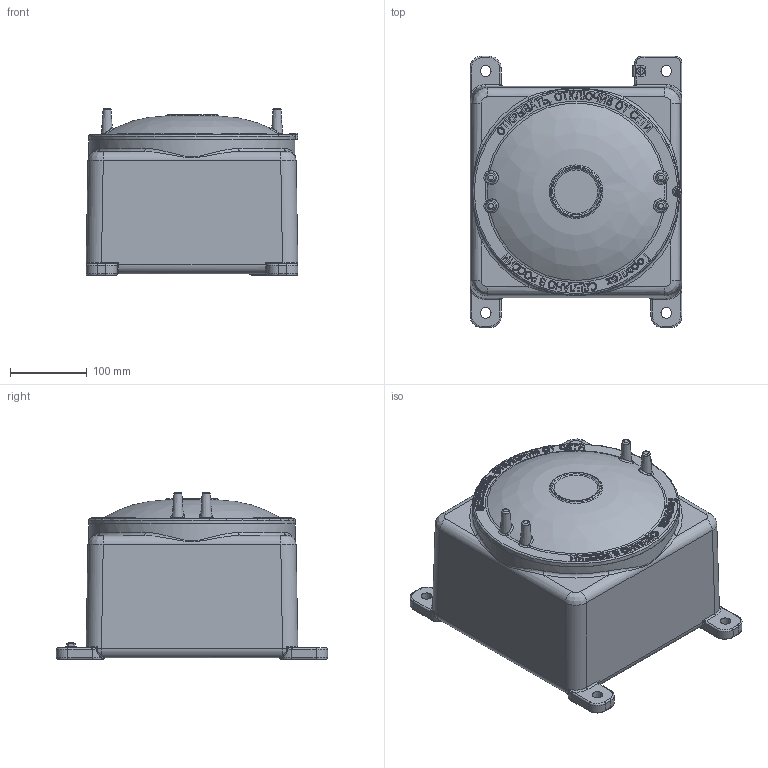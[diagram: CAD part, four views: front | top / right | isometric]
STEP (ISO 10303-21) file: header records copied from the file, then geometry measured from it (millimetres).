
FILE_DESCRIPTION((''),'2;1');
FILE_NAME('ЩОРВА272721.stp','2019-05-17T13:41:21',('L.A.Ronzhin'),(''),'Autodesk Inventor 2012','Autodesk Inventor 2012','');
FILE_SCHEMA(('CONFIG_CONTROL_DESIGN'));
Length unit declared in the file: millimetre
Products named in the file (1): ЩОРВА272721
Bounding box: 276.57 x 354.45 x 218 mm (x, y, z)
Volume: 13944570.7 mm3; surface area: 360474.7 mm2
Topology: 1 solids, 1 shells, 1027 faces, 2703 edges, 1742 vertices
Faces by surface type: plane 487, bspline 425, cylinder 79, torus 21, cone 15
Full cylindrical faces by diameter (mm): 4.1 x2, 4.9 x1, 7.9 x1
Entity records: 38475 total; most frequent: CARTESIAN_POINT 14768, ORIENTED_EDGE 5310, DIRECTION 3475, EDGE_CURVE 2655, VERTEX_POINT 1726, VECTOR 1535, LINE 1535, EDGE_LOOP 1131
